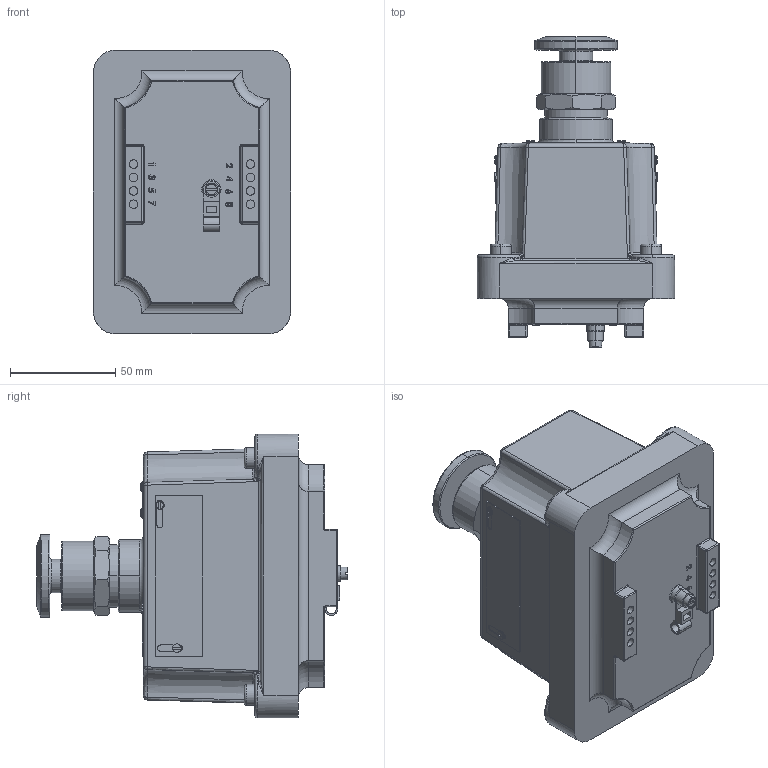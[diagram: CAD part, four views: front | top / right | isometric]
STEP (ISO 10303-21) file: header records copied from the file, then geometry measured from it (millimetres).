
FILE_DESCRIPTION (( 'STEP AP214' ), '1' );
FILE_NAME ('FXCS-0MMG3.step', '2016-03-09T20:34:37', ( '' ), ( '' ), 'SwSTEP 2.0', 'SolidWorks 2015', '' );
FILE_SCHEMA (( 'AUTOMOTIVE_DESIGN' ));
Length unit declared in the file: inch
Products named in the file (1): FXCS-0MMG3
Bounding box: 93.73 x 147.68 x 134.87 mm (x, y, z)
Volume: 828493 mm3; surface area: 66563.9 mm2
Topology: 2 solids, 2 shells, 716 faces, 1806 edges, 1077 vertices
Faces by surface type: plane 296, cylinder 155, bspline 139, torus 80, sphere 32, cone 14
Entity records: 31142 total; most frequent: CARTESIAN_POINT 9885, ORIENTED_EDGE 3516, DIRECTION 3090, EDGE_CURVE 1758, AXIS2_PLACEMENT_3D 1150, VERTEX_POINT 1077, VECTOR 790, LINE 790
